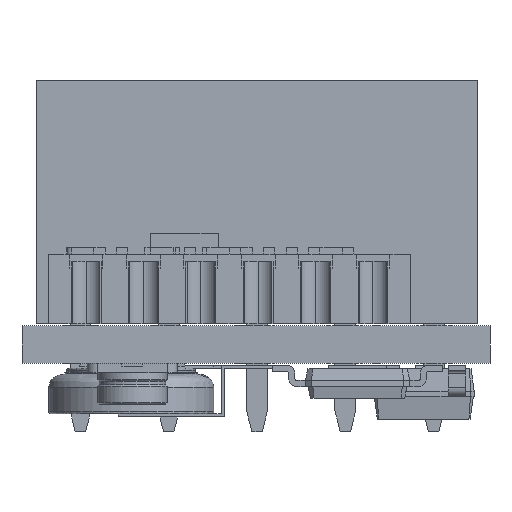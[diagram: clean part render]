
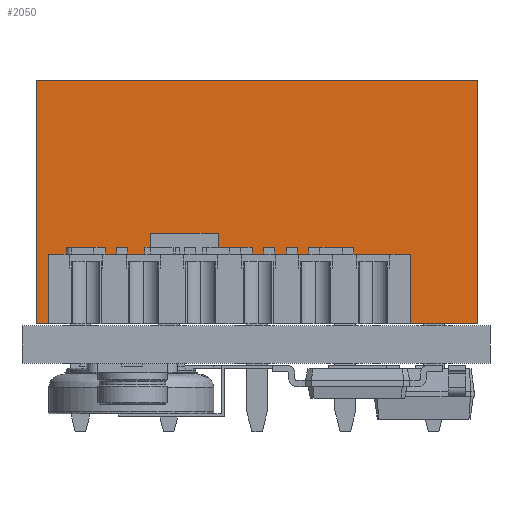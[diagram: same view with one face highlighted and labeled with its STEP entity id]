
A CAD part, front view. The second image highlights one B-rep face of the part: STEP entity #2050.
In plain terms, the highlighted free-form (B-spline) face has degree [1, 1] with [2, 2] control points.
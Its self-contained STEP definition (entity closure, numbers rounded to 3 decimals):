
#94 = B_SPLINE_SURFACE_WITH_KNOTS('',1,1,(
    (#95,#96)
    ,(#97,#98
  )),.UNSPECIFIED.,.F.,.F.,.F.,(2,2),(2,2),(0.,2.54),(-7.,0.),
  .PIECEWISE_BEZIER_KNOTS.);
#95 = CARTESIAN_POINT('',(-1.27,-11.43,7.));
#96 = CARTESIAN_POINT('',(-1.27,-11.43,0.));
#97 = CARTESIAN_POINT('',(1.27,-11.43,7.));
#98 = CARTESIAN_POINT('',(1.27,-11.43,0.));
#119 = B_SPLINE_SURFACE_WITH_KNOTS('',1,1,(
    (#120,#121)
    ,(#122,#123
    )),.UNSPECIFIED.,.F.,.F.,.F.,(2,2),(2,2),(-12.7,0.),(
    0.,2.54),.PIECEWISE_BEZIER_KNOTS.);
#120 = CARTESIAN_POINT('',(1.27,1.27,7.));
#121 = CARTESIAN_POINT('',(-1.27,1.27,7.));
#122 = CARTESIAN_POINT('',(1.27,-11.43,7.));
#123 = CARTESIAN_POINT('',(-1.27,-11.43,7.));
#144 = B_SPLINE_SURFACE_WITH_KNOTS('',1,1,(
    (#145,#146)
    ,(#147,#148
    )),.UNSPECIFIED.,.F.,.F.,.F.,(2,2),(2,2),(0.,2.54),(-7.,0.),
  .PIECEWISE_BEZIER_KNOTS.);
#145 = CARTESIAN_POINT('',(1.27,1.27,7.));
#146 = CARTESIAN_POINT('',(1.27,1.27,0.));
#147 = CARTESIAN_POINT('',(-1.27,1.27,7.));
#148 = CARTESIAN_POINT('',(-1.27,1.27,0.));
#182 = VERTEX_POINT('',#183);
#183 = CARTESIAN_POINT('',(-1.27,-11.43,0.));
#197 = B_SPLINE_SURFACE_WITH_KNOTS('',1,1,(
    (#198,#199)
    ,(#200,#201
    )),.UNSPECIFIED.,.F.,.F.,.F.,(2,2),(2,2),(-12.7,0.)
  ,(2.117,2.54),.PIECEWISE_BEZIER_KNOTS.);
#198 = CARTESIAN_POINT('',(-0.847,1.27,0.));
#199 = CARTESIAN_POINT('',(-1.27,1.27,0.));
#200 = CARTESIAN_POINT('',(-0.847,-11.43,0.));
#201 = CARTESIAN_POINT('',(-1.27,-11.43,0.));
#208 = EDGE_CURVE('',#182,#209,#211,.T.);
#209 = VERTEX_POINT('',#210);
#210 = CARTESIAN_POINT('',(-1.27,-11.43,7.));
#211 = SURFACE_CURVE('',#212,(#215,#221),.PCURVE_S1.);
#212 = B_SPLINE_CURVE_WITH_KNOTS('',1,(#213,#214),.UNSPECIFIED.,.F.,.F.,
  (2,2),(0.,7.),.PIECEWISE_BEZIER_KNOTS.);
#213 = CARTESIAN_POINT('',(-1.27,-11.43,0.));
#214 = CARTESIAN_POINT('',(-1.27,-11.43,7.));
#215 = PCURVE('',#94,#216);
#216 = DEFINITIONAL_REPRESENTATION('',(#217),#220);
#217 = B_SPLINE_CURVE_WITH_KNOTS('',1,(#218,#219),.UNSPECIFIED.,.F.,.F.,
  (2,2),(0.,7.),.PIECEWISE_BEZIER_KNOTS.);
#218 = CARTESIAN_POINT('',(0.,0.));
#219 = CARTESIAN_POINT('',(0.,-7.));
#220 = ( GEOMETRIC_REPRESENTATION_CONTEXT(2) 
PARAMETRIC_REPRESENTATION_CONTEXT() REPRESENTATION_CONTEXT('2D SPACE',''
  ) );
#221 = PCURVE('',#222,#227);
#222 = B_SPLINE_SURFACE_WITH_KNOTS('',1,1,(
    (#223,#224)
    ,(#225,#226
    )),.UNSPECIFIED.,.F.,.F.,.F.,(2,2),(2,2),(0.,12.7),(-7.,0.),
  .PIECEWISE_BEZIER_KNOTS.);
#223 = CARTESIAN_POINT('',(-1.27,1.27,7.));
#224 = CARTESIAN_POINT('',(-1.27,1.27,0.));
#225 = CARTESIAN_POINT('',(-1.27,-11.43,7.));
#226 = CARTESIAN_POINT('',(-1.27,-11.43,0.));
#227 = DEFINITIONAL_REPRESENTATION('',(#228),#231);
#228 = B_SPLINE_CURVE_WITH_KNOTS('',1,(#229,#230),.UNSPECIFIED.,.F.,.F.,
  (2,2),(0.,7.),.PIECEWISE_BEZIER_KNOTS.);
#229 = CARTESIAN_POINT('',(12.7,-0.));
#230 = CARTESIAN_POINT('',(12.7,-7.));
#231 = ( GEOMETRIC_REPRESENTATION_CONTEXT(2) 
PARAMETRIC_REPRESENTATION_CONTEXT() REPRESENTATION_CONTEXT('2D SPACE',''
  ) );
#370 = VERTEX_POINT('',#371);
#371 = CARTESIAN_POINT('',(-1.27,1.27,7.));
#389 = EDGE_CURVE('',#390,#370,#392,.T.);
#390 = VERTEX_POINT('',#391);
#391 = CARTESIAN_POINT('',(-1.27,1.27,0.));
#392 = SURFACE_CURVE('',#393,(#396,#402),.PCURVE_S1.);
#393 = B_SPLINE_CURVE_WITH_KNOTS('',1,(#394,#395),.UNSPECIFIED.,.F.,.F.,
  (2,2),(0.,7.),.PIECEWISE_BEZIER_KNOTS.);
#394 = CARTESIAN_POINT('',(-1.27,1.27,0.));
#395 = CARTESIAN_POINT('',(-1.27,1.27,7.));
#396 = PCURVE('',#144,#397);
#397 = DEFINITIONAL_REPRESENTATION('',(#398),#401);
#398 = B_SPLINE_CURVE_WITH_KNOTS('',1,(#399,#400),.UNSPECIFIED.,.F.,.F.,
  (2,2),(0.,7.),.PIECEWISE_BEZIER_KNOTS.);
#399 = CARTESIAN_POINT('',(2.54,-0.));
#400 = CARTESIAN_POINT('',(2.54,-7.));
#401 = ( GEOMETRIC_REPRESENTATION_CONTEXT(2) 
PARAMETRIC_REPRESENTATION_CONTEXT() REPRESENTATION_CONTEXT('2D SPACE',''
  ) );
#402 = PCURVE('',#222,#403);
#403 = DEFINITIONAL_REPRESENTATION('',(#404),#407);
#404 = B_SPLINE_CURVE_WITH_KNOTS('',1,(#405,#406),.UNSPECIFIED.,.F.,.F.,
  (2,2),(0.,7.),.PIECEWISE_BEZIER_KNOTS.);
#405 = CARTESIAN_POINT('',(0.,0.));
#406 = CARTESIAN_POINT('',(0.,-7.));
#407 = ( GEOMETRIC_REPRESENTATION_CONTEXT(2) 
PARAMETRIC_REPRESENTATION_CONTEXT() REPRESENTATION_CONTEXT('2D SPACE',''
  ) );
#516 = EDGE_CURVE('',#370,#209,#517,.T.);
#517 = SURFACE_CURVE('',#518,(#521,#527),.PCURVE_S1.);
#518 = B_SPLINE_CURVE_WITH_KNOTS('',1,(#519,#520),.UNSPECIFIED.,.F.,.F.,
  (2,2),(0.,12.7),.PIECEWISE_BEZIER_KNOTS.);
#519 = CARTESIAN_POINT('',(-1.27,1.27,7.));
#520 = CARTESIAN_POINT('',(-1.27,-11.43,7.));
#521 = PCURVE('',#119,#522);
#522 = DEFINITIONAL_REPRESENTATION('',(#523),#526);
#523 = B_SPLINE_CURVE_WITH_KNOTS('',1,(#524,#525),.UNSPECIFIED.,.F.,.F.,
  (2,2),(0.,12.7),.PIECEWISE_BEZIER_KNOTS.);
#524 = CARTESIAN_POINT('',(-12.7,2.54));
#525 = CARTESIAN_POINT('',(0.,2.54));
#526 = ( GEOMETRIC_REPRESENTATION_CONTEXT(2) 
PARAMETRIC_REPRESENTATION_CONTEXT() REPRESENTATION_CONTEXT('2D SPACE',''
  ) );
#527 = PCURVE('',#222,#528);
#528 = DEFINITIONAL_REPRESENTATION('',(#529),#532);
#529 = B_SPLINE_CURVE_WITH_KNOTS('',1,(#530,#531),.UNSPECIFIED.,.F.,.F.,
  (2,2),(0.,12.7),.PIECEWISE_BEZIER_KNOTS.);
#530 = CARTESIAN_POINT('',(0.,-7.));
#531 = CARTESIAN_POINT('',(12.7,-7.));
#532 = ( GEOMETRIC_REPRESENTATION_CONTEXT(2) 
PARAMETRIC_REPRESENTATION_CONTEXT() REPRESENTATION_CONTEXT('2D SPACE',''
  ) );
#1067 = EDGE_CURVE('',#390,#182,#1068,.T.);
#1068 = SURFACE_CURVE('',#1069,(#1072,#1078),.PCURVE_S1.);
#1069 = B_SPLINE_CURVE_WITH_KNOTS('',1,(#1070,#1071),.UNSPECIFIED.,.F.,
  .F.,(2,2),(0.,12.7),.PIECEWISE_BEZIER_KNOTS.);
#1070 = CARTESIAN_POINT('',(-1.27,1.27,0.));
#1071 = CARTESIAN_POINT('',(-1.27,-11.43,0.));
#1072 = PCURVE('',#197,#1073);
#1073 = DEFINITIONAL_REPRESENTATION('',(#1074),#1077);
#1074 = B_SPLINE_CURVE_WITH_KNOTS('',1,(#1075,#1076),.UNSPECIFIED.,.F.,
  .F.,(2,2),(0.,12.7),.PIECEWISE_BEZIER_KNOTS.);
#1075 = CARTESIAN_POINT('',(-12.7,2.54));
#1076 = CARTESIAN_POINT('',(0.,2.54));
#1077 = ( GEOMETRIC_REPRESENTATION_CONTEXT(2) 
PARAMETRIC_REPRESENTATION_CONTEXT() REPRESENTATION_CONTEXT('2D SPACE',''
  ) );
#1078 = PCURVE('',#222,#1079);
#1079 = DEFINITIONAL_REPRESENTATION('',(#1080),#1083);
#1080 = B_SPLINE_CURVE_WITH_KNOTS('',1,(#1081,#1082),.UNSPECIFIED.,.F.,
  .F.,(2,2),(0.,12.7),.PIECEWISE_BEZIER_KNOTS.);
#1081 = CARTESIAN_POINT('',(0.,0.));
#1082 = CARTESIAN_POINT('',(12.7,-0.));
#1083 = ( GEOMETRIC_REPRESENTATION_CONTEXT(2) 
PARAMETRIC_REPRESENTATION_CONTEXT() REPRESENTATION_CONTEXT('2D SPACE',''
  ) );
#2050 = ADVANCED_FACE('',(#2051),#222,.F.);
#2051 = FACE_BOUND('',#2052,.F.);
#2052 = EDGE_LOOP('',(#2053,#2054,#2055,#2056));
#2053 = ORIENTED_EDGE('',*,*,#389,.T.);
#2054 = ORIENTED_EDGE('',*,*,#516,.T.);
#2055 = ORIENTED_EDGE('',*,*,#208,.F.);
#2056 = ORIENTED_EDGE('',*,*,#1067,.F.);
